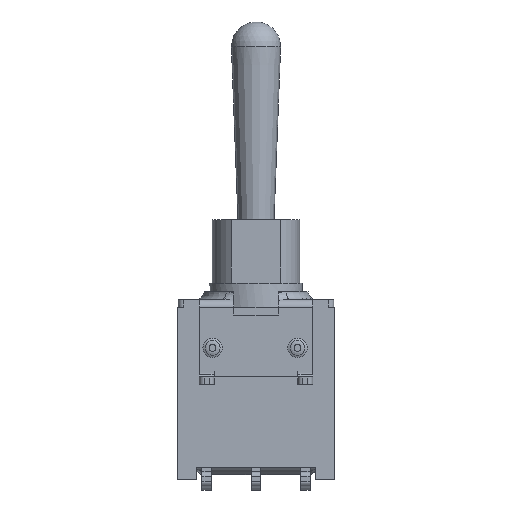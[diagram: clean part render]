
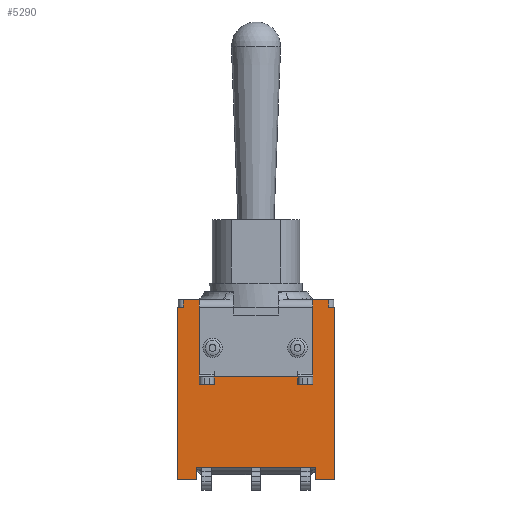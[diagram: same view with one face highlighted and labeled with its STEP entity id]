
A CAD part, front view. The second image highlights one B-rep face of the part: STEP entity #5290.
In plain terms, the highlighted planar face has unit normal (0, -1, 0).
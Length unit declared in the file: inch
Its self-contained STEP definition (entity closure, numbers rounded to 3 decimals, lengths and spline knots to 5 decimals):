
#2041=CARTESIAN_POINT('',(0.12067,-0.1,0.02559));
#2042=VERTEX_POINT('',#2041);
#2049=CARTESIAN_POINT('',(-0.12067,-0.1,0.02559));
#2050=VERTEX_POINT('',#2049);
#2051=CARTESIAN_POINT('',(-0.12067,-0.1,0.02559));
#2052=DIRECTION('',(1.0,0.0,0.0));
#2053=VECTOR('',#2052,0.24134);
#2054=LINE('',#2051,#2053);
#2055=EDGE_CURVE('',#2050,#2042,#2054,.T.);
#2948=CARTESIAN_POINT('',(-0.14764,-0.1,0.36574));
#2949=VERTEX_POINT('',#2948);
#2957=CARTESIAN_POINT('',(-0.11496,-0.1,0.36574));
#2958=VERTEX_POINT('',#2957);
#2959=CARTESIAN_POINT('',(-0.14764,-0.1,0.36574));
#2960=DIRECTION('',(1.0,0.0,0.0));
#2961=VECTOR('',#2960,0.03268);
#2962=LINE('',#2959,#2961);
#2963=EDGE_CURVE('',#2949,#2958,#2962,.T.);
#3190=CARTESIAN_POINT('',(0.11496,-0.1,0.36574));
#3191=VERTEX_POINT('',#3190);
#3199=CARTESIAN_POINT('',(0.14764,-0.1,0.36574));
#3200=VERTEX_POINT('',#3199);
#3201=CARTESIAN_POINT('',(0.11496,-0.1,0.36574));
#3202=DIRECTION('',(1.0,0.0,0.0));
#3203=VECTOR('',#3202,0.03268);
#3204=LINE('',#3201,#3203);
#3205=EDGE_CURVE('',#3191,#3200,#3204,.T.);
#3521=CARTESIAN_POINT('',(0.11496,-0.1,0.20906));
#3522=VERTEX_POINT('',#3521);
#3523=CARTESIAN_POINT('',(0.11496,-0.1,0.36574));
#3524=DIRECTION('',(0.0,0.0,-1.0));
#3525=VECTOR('',#3524,0.15669);
#3526=LINE('',#3523,#3525);
#3527=EDGE_CURVE('',#3191,#3522,#3526,.T.);
#4674=CARTESIAN_POINT('',(-0.11496,-0.1,0.20906));
#4675=VERTEX_POINT('',#4674);
#4676=CARTESIAN_POINT('',(-0.11496,-0.1,0.20906));
#4677=DIRECTION('',(0.0,0.0,1.0));
#4678=VECTOR('',#4677,0.15669);
#4679=LINE('',#4676,#4678);
#4680=EDGE_CURVE('',#4675,#2958,#4679,.T.);
#4767=CARTESIAN_POINT('',(-0.14764,-0.1,0.35));
#4768=VERTEX_POINT('',#4767);
#4776=CARTESIAN_POINT('',(-0.14764,-0.1,0.35));
#4777=DIRECTION('',(0.0,0.0,1.0));
#4778=VECTOR('',#4777,0.01574);
#4779=LINE('',#4776,#4778);
#4780=EDGE_CURVE('',#4768,#2949,#4779,.T.);
#4844=CARTESIAN_POINT('',(0.11496,-0.1,0.20906));
#4845=DIRECTION('',(-1.0,0.0,0.0));
#4846=VECTOR('',#4845,0.22992);
#4847=LINE('',#4844,#4846);
#4848=EDGE_CURVE('',#3522,#4675,#4847,.T.);
#4970=CARTESIAN_POINT('',(0.14764,-0.1,0.35));
#4971=VERTEX_POINT('',#4970);
#4972=CARTESIAN_POINT('',(0.14764,-0.1,0.36574));
#4973=DIRECTION('',(0.0,0.0,-1.0));
#4974=VECTOR('',#4973,0.01574);
#4975=LINE('',#4972,#4974);
#4976=EDGE_CURVE('',#3200,#4971,#4975,.T.);
#5131=CARTESIAN_POINT('',(-0.16004,-0.1,0.35));
#5132=VERTEX_POINT('',#5131);
#5139=CARTESIAN_POINT('',(-0.14764,-0.1,0.35));
#5140=DIRECTION('',(-1.0,0.0,0.0));
#5141=VECTOR('',#5140,0.0124);
#5142=LINE('',#5139,#5141);
#5143=EDGE_CURVE('',#4768,#5132,#5142,.T.);
#5158=CARTESIAN_POINT('',(0.16004,-0.1,0.35));
#5159=VERTEX_POINT('',#5158);
#5160=CARTESIAN_POINT('',(0.16004,-0.1,0.35));
#5161=DIRECTION('',(-1.0,0.0,0.0));
#5162=VECTOR('',#5161,0.0124);
#5163=LINE('',#5160,#5162);
#5164=EDGE_CURVE('',#5159,#4971,#5163,.T.);
#5229=CARTESIAN_POINT('',(-0.17604,-0.1,0.38403));
#5230=DIRECTION('',(0.0,-1.0,0.0));
#5231=DIRECTION('',(0.0,0.0,-1.0));
#5232=AXIS2_PLACEMENT_3D('',#5229,#5230,#5231);
#5233=PLANE('',#5232);
#5234=ORIENTED_EDGE('',*,*,#3527,.T.);
#5235=ORIENTED_EDGE('',*,*,#4848,.T.);
#5236=ORIENTED_EDGE('',*,*,#4680,.T.);
#5237=ORIENTED_EDGE('',*,*,#2963,.F.);
#5238=ORIENTED_EDGE('',*,*,#4780,.F.);
#5239=ORIENTED_EDGE('',*,*,#5143,.T.);
#5240=CARTESIAN_POINT('',(-0.16004,-0.1,0.0));
#5241=VERTEX_POINT('',#5240);
#5242=CARTESIAN_POINT('',(-0.16004,-0.1,0.0));
#5243=DIRECTION('',(0.0,0.0,1.0));
#5244=VECTOR('',#5243,0.35);
#5245=LINE('',#5242,#5244);
#5246=EDGE_CURVE('',#5241,#5132,#5245,.T.);
#5247=ORIENTED_EDGE('',*,*,#5246,.F.);
#5248=CARTESIAN_POINT('',(-0.12067,-0.1,0.0));
#5249=VERTEX_POINT('',#5248);
#5250=CARTESIAN_POINT('',(-0.12067,-0.1,0.0));
#5251=DIRECTION('',(-1.0,0.0,0.0));
#5252=VECTOR('',#5251,0.03937);
#5253=LINE('',#5250,#5252);
#5254=EDGE_CURVE('',#5249,#5241,#5253,.T.);
#5255=ORIENTED_EDGE('',*,*,#5254,.F.);
#5256=CARTESIAN_POINT('',(-0.12067,-0.1,0.0));
#5257=DIRECTION('',(0.0,0.0,1.0));
#5258=VECTOR('',#5257,0.02559);
#5259=LINE('',#5256,#5258);
#5260=EDGE_CURVE('',#5249,#2050,#5259,.T.);
#5261=ORIENTED_EDGE('',*,*,#5260,.T.);
#5262=ORIENTED_EDGE('',*,*,#2055,.T.);
#5263=CARTESIAN_POINT('',(0.12067,-0.1,0.0));
#5264=VERTEX_POINT('',#5263);
#5265=CARTESIAN_POINT('',(0.12067,-0.1,0.02559));
#5266=DIRECTION('',(0.0,0.0,-1.0));
#5267=VECTOR('',#5266,0.02559);
#5268=LINE('',#5265,#5267);
#5269=EDGE_CURVE('',#2042,#5264,#5268,.T.);
#5270=ORIENTED_EDGE('',*,*,#5269,.T.);
#5271=CARTESIAN_POINT('',(0.16004,-0.1,0.0));
#5272=VERTEX_POINT('',#5271);
#5273=CARTESIAN_POINT('',(0.16004,-0.1,0.0));
#5274=DIRECTION('',(-1.0,0.0,0.0));
#5275=VECTOR('',#5274,0.03937);
#5276=LINE('',#5273,#5275);
#5277=EDGE_CURVE('',#5272,#5264,#5276,.T.);
#5278=ORIENTED_EDGE('',*,*,#5277,.F.);
#5279=CARTESIAN_POINT('',(0.16004,-0.1,0.0));
#5280=DIRECTION('',(0.0,0.0,1.0));
#5281=VECTOR('',#5280,0.35);
#5282=LINE('',#5279,#5281);
#5283=EDGE_CURVE('',#5272,#5159,#5282,.T.);
#5284=ORIENTED_EDGE('',*,*,#5283,.T.);
#5285=ORIENTED_EDGE('',*,*,#5164,.T.);
#5286=ORIENTED_EDGE('',*,*,#4976,.F.);
#5287=ORIENTED_EDGE('',*,*,#3205,.F.);
#5288=EDGE_LOOP('',(#5234,#5235,#5236,#5237,#5238,#5239,#5247,#5255,#5261,#5262,#5270,#5278,#5284,#5285,#5286,#5287));
#5289=FACE_OUTER_BOUND('',#5288,.T.);
#5290=ADVANCED_FACE('',(#5289),#5233,.T.);
